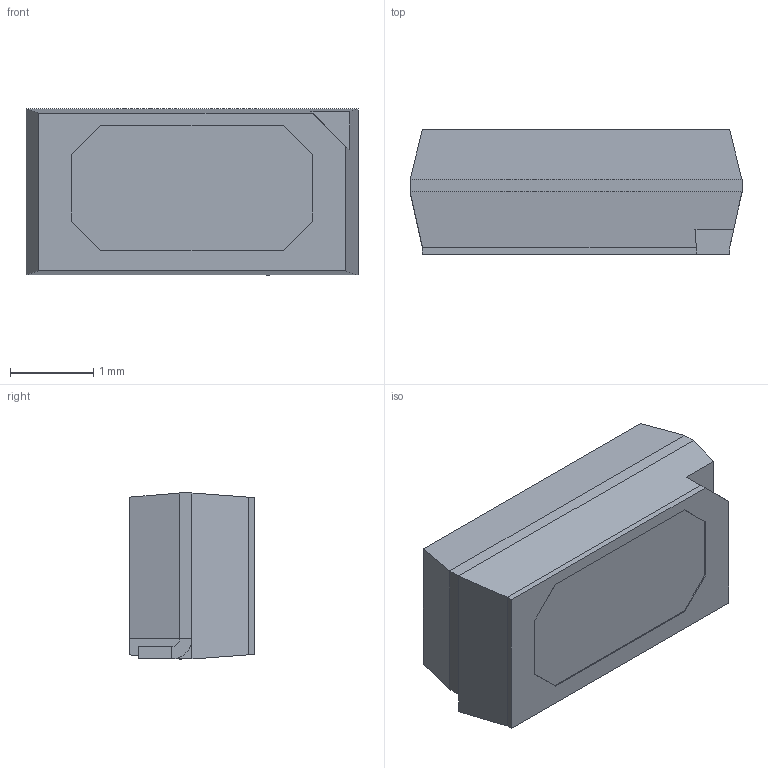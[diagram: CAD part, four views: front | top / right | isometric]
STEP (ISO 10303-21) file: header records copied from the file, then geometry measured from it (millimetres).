
FILE_DESCRIPTION (( 'STEP AP214' ), '1' );
FILE_NAME ('SK68xx SIDE.STEP', '2020-07-28T09:02:52', ( 'Elessar' ), ( '' ), 'SwSTEP 2.0', 'SolidWorks 2018', '' );
FILE_SCHEMA (( 'AUTOMOTIVE_DESIGN' ));
Length unit declared in the file: millimetre
Products named in the file (1): SK68xx SIDE
Bounding box: 4 x 1.5 x 2 mm (x, y, z)
Volume: 10.6 mm3; surface area: 37.1 mm2
Topology: 5 solids, 5 shells, 96 faces, 221 edges, 137 vertices
Faces by surface type: plane 84, cylinder 8, cone 4
Entity records: 2810 total; most frequent: CARTESIAN_POINT 455, ORIENTED_EDGE 442, DIRECTION 439, EDGE_CURVE 221, VECTOR 197, LINE 197, VERTEX_POINT 137, AXIS2_PLACEMENT_3D 121
